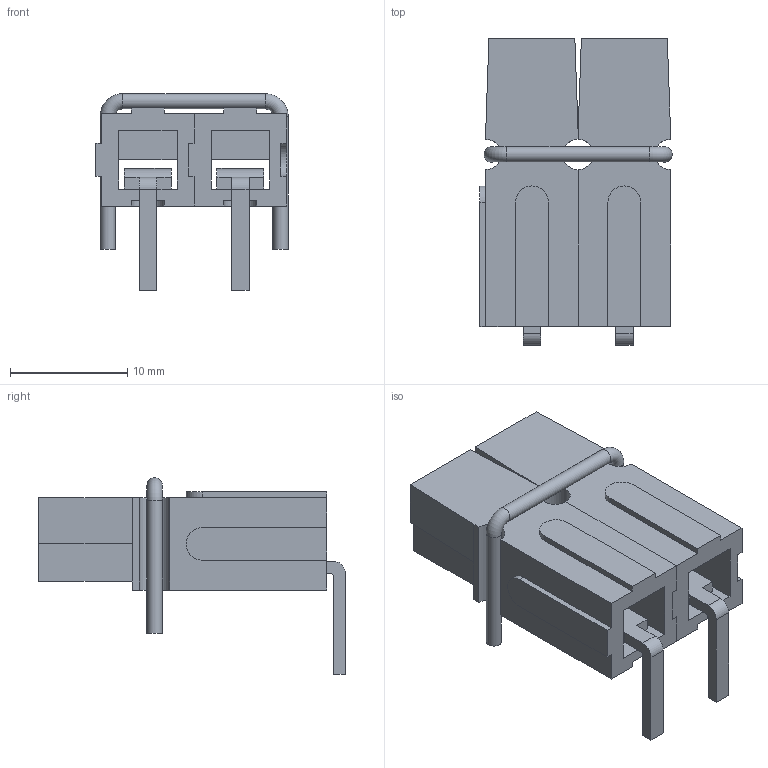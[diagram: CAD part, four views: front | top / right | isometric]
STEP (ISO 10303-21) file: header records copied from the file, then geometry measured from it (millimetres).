
FILE_DESCRIPTION( ( '' ), ' ' );
FILE_NAME( '5ca4139d2319c116557c07a7.step', '2019-04-03T01:59:57', ( '' ), ( '' ), ' ', ' ', ' ' );
FILE_SCHEMA( ( 'AUTOMOTIVE_DESIGN { 1 0 10303 214 1 1 1 1 }' ) );
Length unit declared in the file: metre
Products named in the file (5): Assem1; 1377G12-BK; 1327FP-BK; 1327G6FP-BK; 114555P2
Assembly tree (5 placements, depth 2):
  Assem1
    1377G12-BK  x2
    1327FP-BK
    1327G6FP-BK
    114555P2
Bounding box: 16.44 x 26.2 x 16.8 mm (x, y, z)
Volume: 1712.9 mm3; surface area: 3618.2 mm2
Topology: 5 solids, 5 shells, 133 faces, 361 edges, 238 vertices
Faces by surface type: plane 110, cylinder 21, torus 2
Full cylindrical faces by diameter (mm): 1.3 x3
Entity records: 4699 total; most frequent: CARTESIAN_POINT 653, ORIENTED_EDGE 634, DIRECTION 601, EDGE_CURVE 317, LINE 281, VECTOR 281, VERTEX_POINT 212, AXIS2_PLACEMENT_3D 160
